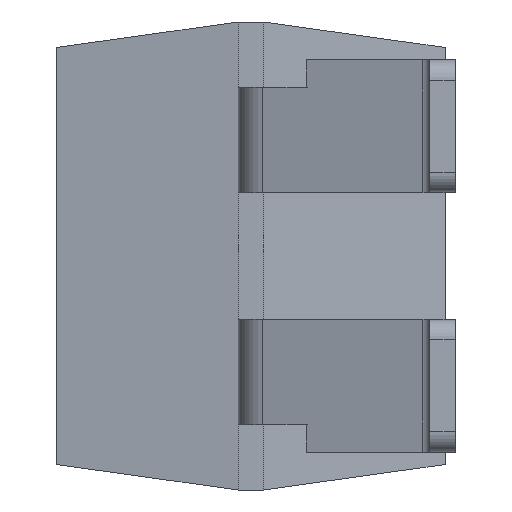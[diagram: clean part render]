
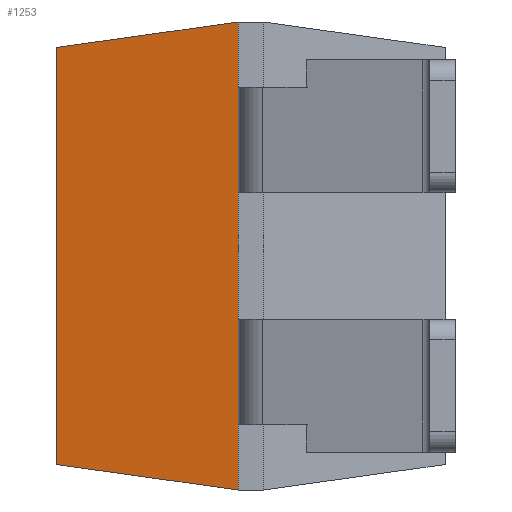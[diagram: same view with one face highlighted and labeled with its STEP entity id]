
A CAD part, left-side view. The second image highlights one B-rep face of the part: STEP entity #1253.
In plain terms, the highlighted planar face has unit normal (-0.99, 0.139, 0).
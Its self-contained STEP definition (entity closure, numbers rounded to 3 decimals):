
#8 = LINE ( 'NONE', #2430, #2489 ) ;
#21 = DIRECTION ( 'NONE',  ( -0.138, -0.981, -0.138 ) ) ;
#248 = VERTEX_POINT ( 'NONE', #939 ) ;
#436 = LINE ( 'NONE', #2845, #1423 ) ;
#527 = ORIENTED_EDGE ( 'NONE', *, *, #2037, .F. ) ;
#591 = VECTOR ( 'NONE', #696, 1000. ) ;
#679 = LINE ( 'NONE', #1806, #591 ) ;
#696 = DIRECTION ( 'NONE',  ( 0., 0., 1. ) ) ;
#710 = CARTESIAN_POINT ( 'NONE',  ( -3.001, 3.9, -2.041 ) ) ;
#763 = CARTESIAN_POINT ( 'NONE',  ( -3.001, 3.9, 0. ) ) ;
#881 = CARTESIAN_POINT ( 'NONE',  ( -3.001, 3.9, 2.041 ) ) ;
#939 = CARTESIAN_POINT ( 'NONE',  ( -3.25, 2.125, 2.29 ) ) ;
#958 = VERTEX_POINT ( 'NONE', #710 ) ;
#990 = VERTEX_POINT ( 'NONE', #881 ) ;
#1173 = EDGE_CURVE ( 'NONE', #958, #990, #679, .T. ) ;
#1253 = ADVANCED_FACE ( 'NONE', ( #2311 ), #2104, .T. ) ;
#1379 = EDGE_LOOP ( 'NONE', ( #1398, #527, #2223, #2783 ) ) ;
#1398 = ORIENTED_EDGE ( 'NONE', *, *, #1433, .T. ) ;
#1423 = VECTOR ( 'NONE', #2495, 1000. ) ;
#1433 = EDGE_CURVE ( 'NONE', #958, #2197, #8, .T. ) ;
#1441 = CARTESIAN_POINT ( 'NONE',  ( -3.25, 2.125, -2.29 ) ) ;
#1531 = LINE ( 'NONE', #2677, #2581 ) ;
#1659 = DIRECTION ( 'NONE',  ( 0., 0., -1. ) ) ;
#1710 = AXIS2_PLACEMENT_3D ( 'NONE', #763, #2092, #1659 ) ;
#1781 = DIRECTION ( 'NONE',  ( -0.138, -0.981, 0.138 ) ) ;
#1806 = CARTESIAN_POINT ( 'NONE',  ( -3.001, 3.9, 2.29 ) ) ;
#1859 = EDGE_CURVE ( 'NONE', #990, #248, #1531, .T. ) ;
#2037 = EDGE_CURVE ( 'NONE', #248, #2197, #436, .T. ) ;
#2092 = DIRECTION ( 'NONE',  ( -0.99, 0.139, 0. ) ) ;
#2104 = PLANE ( 'NONE',  #1710 ) ;
#2197 = VERTEX_POINT ( 'NONE', #1441 ) ;
#2223 = ORIENTED_EDGE ( 'NONE', *, *, #1859, .F. ) ;
#2311 = FACE_OUTER_BOUND ( 'NONE', #1379, .T. ) ;
#2430 = CARTESIAN_POINT ( 'NONE',  ( -2.944, 4.306, -1.984 ) ) ;
#2489 = VECTOR ( 'NONE', #21, 1000. ) ;
#2495 = DIRECTION ( 'NONE',  ( 0., 0., -1. ) ) ;
#2581 = VECTOR ( 'NONE', #1781, 1000. ) ;
#2677 = CARTESIAN_POINT ( 'NONE',  ( -2.962, 4.176, 2.002 ) ) ;
#2783 = ORIENTED_EDGE ( 'NONE', *, *, #1173, .F. ) ;
#2845 = CARTESIAN_POINT ( 'NONE',  ( -3.25, 2.125, -2.29 ) ) ;
